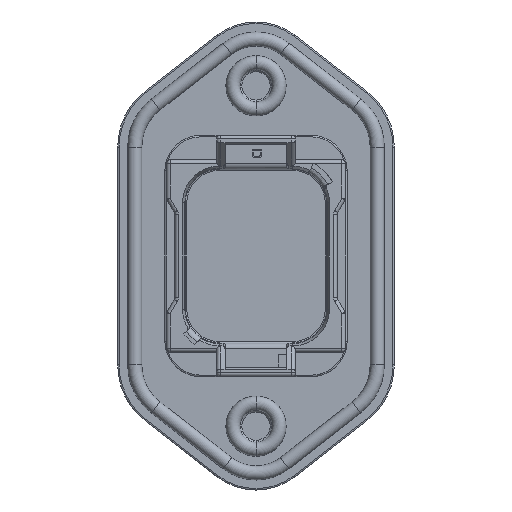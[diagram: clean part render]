
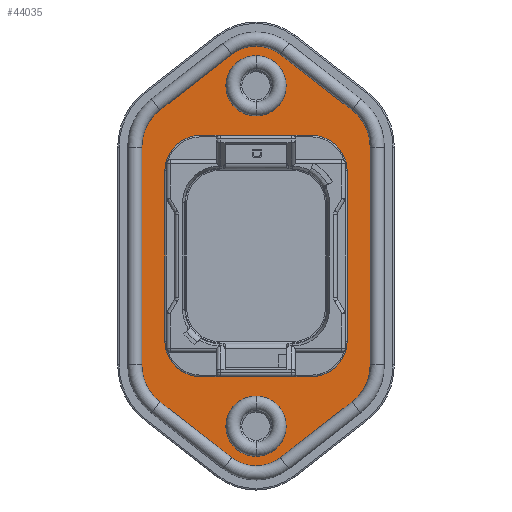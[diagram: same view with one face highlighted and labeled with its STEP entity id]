
A CAD part, front view. The second image highlights one B-rep face of the part: STEP entity #44035.
In plain terms, the highlighted planar face has unit normal (0, -1, 0).
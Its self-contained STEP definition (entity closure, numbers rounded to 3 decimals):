
#71=DIRECTION('',(1.,0.,0.));
#72=VECTOR('',#71,15.7);
#73=CARTESIAN_POINT('',(-7.85,13.5,17.));
#74=LINE('',#73,#72);
#295=DIRECTION('',(-1.,0.,0.));
#296=VECTOR('',#295,15.7);
#297=CARTESIAN_POINT('',(7.85,13.5,-17.));
#298=LINE('',#297,#296);
#13990=CARTESIAN_POINT('',(7.85,13.5,-12.));
#13991=DIRECTION('',(0.,-1.,0.));
#13992=DIRECTION('',(0.,0.,-1.));
#13993=AXIS2_PLACEMENT_3D('',#13990,#13991,#13992);
#14049=DIRECTION('',(0.79,0.,-0.613));
#14050=VECTOR('',#14049,12.806);
#14051=CARTESIAN_POINT('',(-13.549,13.5,-20.567));
#14052=LINE('',#14051,#14050);
#14053=CARTESIAN_POINT('',(-9.5,13.5,-15.355));
#14054=DIRECTION('',(0.,-1.,0.));
#14055=DIRECTION('',(-1.,0.,0.));
#14056=AXIS2_PLACEMENT_3D('',#14053,#14054,#14055);
#14058=DIRECTION('',(0.,0.,-1.));
#14059=VECTOR('',#14058,30.71);
#14060=CARTESIAN_POINT('',(-16.1,13.5,15.355));
#14061=LINE('',#14060,#14059);
#14062=CARTESIAN_POINT('',(-9.5,13.5,15.355));
#14063=DIRECTION('',(0.,-1.,0.));
#14064=DIRECTION('',(-0.613,0.,0.79));
#14065=AXIS2_PLACEMENT_3D('',#14062,#14063,#14064);
#14067=DIRECTION('',(-0.79,0.,-0.613));
#14068=VECTOR('',#14067,12.806);
#14069=CARTESIAN_POINT('',(-3.435,13.5,28.423));
#14070=LINE('',#14069,#14068);
#14071=CARTESIAN_POINT('',(0.,13.5,24.));
#14072=DIRECTION('',(0.,-1.,0.));
#14073=DIRECTION('',(0.613,0.,0.79));
#14074=AXIS2_PLACEMENT_3D('',#14071,#14072,#14073);
#14076=DIRECTION('',(-0.79,0.,0.613));
#14077=VECTOR('',#14076,12.806);
#14078=CARTESIAN_POINT('',(13.549,13.5,20.567));
#14079=LINE('',#14078,#14077);
#14080=CARTESIAN_POINT('',(9.5,13.5,15.355));
#14081=DIRECTION('',(0.,-1.,0.));
#14082=DIRECTION('',(1.,0.,0.));
#14083=AXIS2_PLACEMENT_3D('',#14080,#14081,#14082);
#14085=DIRECTION('',(0.,0.,1.));
#14086=VECTOR('',#14085,30.71);
#14087=CARTESIAN_POINT('',(16.1,13.5,-15.355));
#14088=LINE('',#14087,#14086);
#14089=CARTESIAN_POINT('',(9.5,13.5,-15.355));
#14090=DIRECTION('',(0.,-1.,0.));
#14091=DIRECTION('',(0.613,0.,-0.79));
#14092=AXIS2_PLACEMENT_3D('',#14089,#14090,#14091);
#14094=DIRECTION('',(0.79,0.,0.613));
#14095=VECTOR('',#14094,12.806);
#14096=CARTESIAN_POINT('',(3.435,13.5,-28.423));
#14097=LINE('',#14096,#14095);
#14098=CARTESIAN_POINT('',(0.,13.5,-24.));
#14099=DIRECTION('',(0.,-1.,0.));
#14100=DIRECTION('',(-0.613,0.,-0.79));
#14101=AXIS2_PLACEMENT_3D('',#14098,#14099,#14100);
#14103=CARTESIAN_POINT('',(0.,13.5,-24.));
#14104=DIRECTION('',(0.,1.,0.));
#14105=DIRECTION('',(0.,0.,1.));
#14106=AXIS2_PLACEMENT_3D('',#14103,#14104,#14105);
#14108=CARTESIAN_POINT('',(0.,13.5,-24.));
#14109=DIRECTION('',(0.,1.,0.));
#14110=DIRECTION('',(0.,0.,-1.));
#14111=AXIS2_PLACEMENT_3D('',#14108,#14109,#14110);
#14113=CARTESIAN_POINT('',(0.,13.5,24.));
#14114=DIRECTION('',(0.,1.,0.));
#14115=DIRECTION('',(0.,0.,1.));
#14116=AXIS2_PLACEMENT_3D('',#14113,#14114,#14115);
#14118=CARTESIAN_POINT('',(0.,13.5,24.));
#14119=DIRECTION('',(0.,1.,0.));
#14120=DIRECTION('',(0.,0.,-1.));
#14121=AXIS2_PLACEMENT_3D('',#14118,#14119,#14120);
#14297=DIRECTION('',(0.,0.,-1.));
#14298=VECTOR('',#14297,24.);
#14299=CARTESIAN_POINT('',(12.85,13.5,12.));
#14300=LINE('',#14299,#14298);
#14341=CARTESIAN_POINT('',(7.85,13.5,12.));
#14342=DIRECTION('',(0.,-1.,0.));
#14343=DIRECTION('',(1.,0.,0.));
#14344=AXIS2_PLACEMENT_3D('',#14341,#14342,#14343);
#15062=CARTESIAN_POINT('',(-7.85,13.5,12.));
#15063=DIRECTION('',(0.,-1.,0.));
#15064=DIRECTION('',(0.,0.,1.));
#15065=AXIS2_PLACEMENT_3D('',#15062,#15063,#15064);
#15139=CARTESIAN_POINT('',(-7.85,13.5,-12.));
#15140=DIRECTION('',(0.,-1.,0.));
#15141=DIRECTION('',(-1.,0.,0.));
#15142=AXIS2_PLACEMENT_3D('',#15139,#15140,#15141);
#15148=DIRECTION('',(0.,0.,1.));
#15149=VECTOR('',#15148,24.);
#15150=CARTESIAN_POINT('',(-12.85,13.5,-12.));
#15151=LINE('',#15150,#15149);
#22381=CARTESIAN_POINT('',(-13.549,13.5,-20.567));
#22382=CARTESIAN_POINT('',(-3.435,13.5,-28.423));
#22383=VERTEX_POINT('',#22381);
#22384=VERTEX_POINT('',#22382);
#22389=CARTESIAN_POINT('',(3.435,13.5,-28.423));
#22390=VERTEX_POINT('',#22389);
#22393=CARTESIAN_POINT('',(13.549,13.5,-20.567));
#22394=VERTEX_POINT('',#22393);
#22397=CARTESIAN_POINT('',(16.1,13.5,-15.355));
#22398=VERTEX_POINT('',#22397);
#22401=CARTESIAN_POINT('',(16.1,13.5,15.355));
#22402=VERTEX_POINT('',#22401);
#22405=CARTESIAN_POINT('',(13.549,13.5,20.567));
#22406=VERTEX_POINT('',#22405);
#22409=CARTESIAN_POINT('',(3.435,13.5,28.423));
#22410=VERTEX_POINT('',#22409);
#22413=CARTESIAN_POINT('',(-3.435,13.5,28.423));
#22414=VERTEX_POINT('',#22413);
#22417=CARTESIAN_POINT('',(-13.549,13.5,20.567));
#22418=VERTEX_POINT('',#22417);
#22421=CARTESIAN_POINT('',(-16.1,13.5,15.355));
#22422=VERTEX_POINT('',#22421);
#22425=CARTESIAN_POINT('',(-16.1,13.5,-15.355));
#22426=VERTEX_POINT('',#22425);
#22457=CARTESIAN_POINT('',(0.,13.5,28.25));
#22458=CARTESIAN_POINT('',(0.,13.5,19.75));
#22459=VERTEX_POINT('',#22457);
#22460=VERTEX_POINT('',#22458);
#22465=CARTESIAN_POINT('',(0.,13.5,-19.75));
#22466=CARTESIAN_POINT('',(0.,13.5,-28.25));
#22467=VERTEX_POINT('',#22465);
#22468=VERTEX_POINT('',#22466);
#22469=CARTESIAN_POINT('',(7.85,13.5,-17.));
#22470=CARTESIAN_POINT('',(-7.85,13.5,-17.));
#22471=VERTEX_POINT('',#22469);
#22472=VERTEX_POINT('',#22470);
#22473=CARTESIAN_POINT('',(-7.85,13.5,17.));
#22474=CARTESIAN_POINT('',(7.85,13.5,17.));
#22475=VERTEX_POINT('',#22473);
#22476=VERTEX_POINT('',#22474);
#22477=CARTESIAN_POINT('',(12.85,13.5,-12.));
#22478=VERTEX_POINT('',#22477);
#22479=CARTESIAN_POINT('',(-12.85,13.5,-12.));
#22480=VERTEX_POINT('',#22479);
#22481=CARTESIAN_POINT('',(-12.85,13.5,12.));
#22482=VERTEX_POINT('',#22481);
#22483=CARTESIAN_POINT('',(12.85,13.5,12.));
#22484=VERTEX_POINT('',#22483);
#43977=CARTESIAN_POINT('',(12.6,13.5,0.));
#43978=DIRECTION('',(0.,-1.,0.));
#43979=DIRECTION('',(0.,0.,1.));
#43980=AXIS2_PLACEMENT_3D('',#43977,#43978,#43979);
#43981=PLANE('',#43980);
#43983=ORIENTED_EDGE('',*,*,#43982,.F.);
#43985=ORIENTED_EDGE('',*,*,#43984,.F.);
#43987=ORIENTED_EDGE('',*,*,#43986,.F.);
#43989=ORIENTED_EDGE('',*,*,#43988,.F.);
#43991=ORIENTED_EDGE('',*,*,#43990,.F.);
#43993=ORIENTED_EDGE('',*,*,#43992,.F.);
#43995=ORIENTED_EDGE('',*,*,#43994,.F.);
#43997=ORIENTED_EDGE('',*,*,#43996,.F.);
#43999=ORIENTED_EDGE('',*,*,#43998,.F.);
#44001=ORIENTED_EDGE('',*,*,#44000,.F.);
#44003=ORIENTED_EDGE('',*,*,#44002,.F.);
#44005=ORIENTED_EDGE('',*,*,#44004,.F.);
#44006=EDGE_LOOP('',(#43983,#43985,#43987,#43989,#43991,#43993,#43995,#43997,
#43999,#44001,#44003,#44005));
#44007=FACE_OUTER_BOUND('',#44006,.F.);
#44008=ORIENTED_EDGE('',*,*,#24107,.F.);
#44009=ORIENTED_EDGE('',*,*,#43968,.T.);
#44011=ORIENTED_EDGE('',*,*,#44010,.F.);
#44013=ORIENTED_EDGE('',*,*,#44012,.T.);
#44014=ORIENTED_EDGE('',*,*,#23879,.F.);
#44016=ORIENTED_EDGE('',*,*,#44015,.T.);
#44018=ORIENTED_EDGE('',*,*,#44017,.F.);
#44020=ORIENTED_EDGE('',*,*,#44019,.T.);
#44021=EDGE_LOOP('',(#44008,#44009,#44011,#44013,#44014,#44016,#44018,#44020));
#44022=FACE_BOUND('',#44021,.F.);
#44024=ORIENTED_EDGE('',*,*,#44023,.F.);
#44026=ORIENTED_EDGE('',*,*,#44025,.F.);
#44027=EDGE_LOOP('',(#44024,#44026));
#44028=FACE_BOUND('',#44027,.F.);
#44030=ORIENTED_EDGE('',*,*,#44029,.F.);
#44032=ORIENTED_EDGE('',*,*,#44031,.F.);
#44033=EDGE_LOOP('',(#44030,#44032));
#44034=FACE_BOUND('',#44033,.F.);
#44035=ADVANCED_FACE('',(#44007,#44022,#44028,#44034),#43981,.T.);
#13994=CIRCLE('',#13993,5.);
#14057=CIRCLE('',#14056,6.6);
#14066=CIRCLE('',#14065,6.6);
#14075=CIRCLE('',#14074,5.6);
#14084=CIRCLE('',#14083,6.6);
#14093=CIRCLE('',#14092,6.6);
#14102=CIRCLE('',#14101,5.6);
#14107=CIRCLE('',#14106,4.25);
#14112=CIRCLE('',#14111,4.25);
#14117=CIRCLE('',#14116,4.25);
#14122=CIRCLE('',#14121,4.25);
#14345=CIRCLE('',#14344,5.);
#15066=CIRCLE('',#15065,5.);
#15143=CIRCLE('',#15142,5.);
#23879=EDGE_CURVE('',#22475,#22476,#74,.T.);
#24107=EDGE_CURVE('',#22471,#22472,#298,.T.);
#43968=EDGE_CURVE('',#22471,#22478,#13994,.T.);
#43982=EDGE_CURVE('',#22383,#22384,#14052,.T.);
#43984=EDGE_CURVE('',#22426,#22383,#14057,.T.);
#43986=EDGE_CURVE('',#22422,#22426,#14061,.T.);
#43988=EDGE_CURVE('',#22418,#22422,#14066,.T.);
#43990=EDGE_CURVE('',#22414,#22418,#14070,.T.);
#43992=EDGE_CURVE('',#22410,#22414,#14075,.T.);
#43994=EDGE_CURVE('',#22406,#22410,#14079,.T.);
#43996=EDGE_CURVE('',#22402,#22406,#14084,.T.);
#43998=EDGE_CURVE('',#22398,#22402,#14088,.T.);
#44000=EDGE_CURVE('',#22394,#22398,#14093,.T.);
#44002=EDGE_CURVE('',#22390,#22394,#14097,.T.);
#44004=EDGE_CURVE('',#22384,#22390,#14102,.T.);
#44010=EDGE_CURVE('',#22484,#22478,#14300,.T.);
#44012=EDGE_CURVE('',#22484,#22476,#14345,.T.);
#44015=EDGE_CURVE('',#22475,#22482,#15066,.T.);
#44017=EDGE_CURVE('',#22480,#22482,#15151,.T.);
#44019=EDGE_CURVE('',#22480,#22472,#15143,.T.);
#44023=EDGE_CURVE('',#22467,#22468,#14107,.T.);
#44025=EDGE_CURVE('',#22468,#22467,#14112,.T.);
#44029=EDGE_CURVE('',#22459,#22460,#14117,.T.);
#44031=EDGE_CURVE('',#22460,#22459,#14122,.T.);
